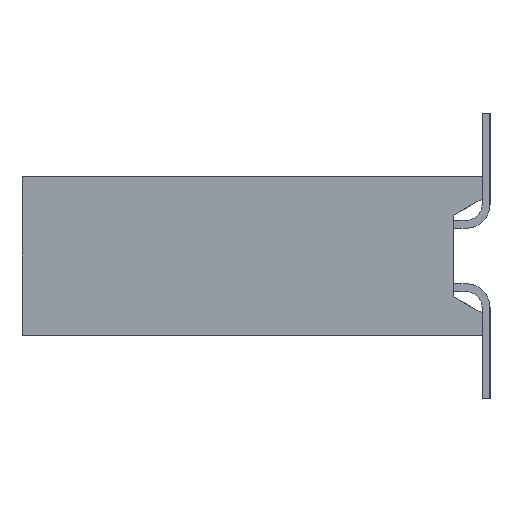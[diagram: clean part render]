
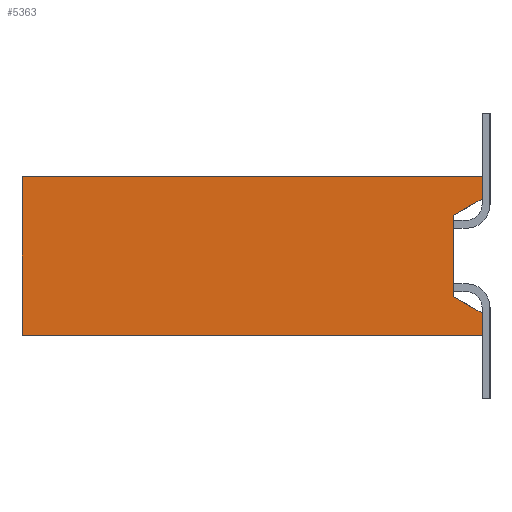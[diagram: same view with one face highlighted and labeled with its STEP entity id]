
A CAD part, left-side view. The second image highlights one B-rep face of the part: STEP entity #5363.
In plain terms, the highlighted planar face has unit normal (-1, 0, 0).
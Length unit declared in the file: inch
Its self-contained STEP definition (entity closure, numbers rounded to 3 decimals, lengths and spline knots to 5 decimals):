
#4 = LINE ( 'NONE', #9783, #10566 ) ;
#8 = CARTESIAN_POINT ( 'NONE',  ( -0.4, 0., -0.05 ) ) ;
#151 = ORIENTED_EDGE ( 'NONE', *, *, #8565, .T. ) ;
#620 = LINE ( 'NONE', #7762, #3431 ) ;
#1228 = EDGE_CURVE ( 'NONE', #6033, #8123, #4045, .T. ) ;
#1952 = CARTESIAN_POINT ( 'NONE',  ( -0.4, 0.29, -0.05 ) ) ;
#2048 = VECTOR ( 'NONE', #7591, 39.37008 ) ;
#2125 = PLANE ( 'NONE',  #8525 ) ;
#2157 = CARTESIAN_POINT ( 'NONE',  ( -0.4, 0., -0.036 ) ) ;
#2189 = DIRECTION ( 'NONE',  ( 0., 0., 1. ) ) ;
#2195 = EDGE_LOOP ( 'NONE', ( #6529, #5353, #4183, #7014, #13182, #9536, #151, #8919 ) ) ;
#2314 = CARTESIAN_POINT ( 'NONE',  ( -0.4, 0.29, -0.05 ) ) ;
#2326 = DIRECTION ( 'NONE',  ( 1., 0., 0. ) ) ;
#2340 = DIRECTION ( 'NONE',  ( 0., 0., -1. ) ) ;
#3027 = CARTESIAN_POINT ( 'NONE',  ( -0.4, 0.018, -0.02561 ) ) ;
#3431 = VECTOR ( 'NONE', #2189, 39.37008 ) ;
#3550 = CARTESIAN_POINT ( 'NONE',  ( -0.4, 0.018, 0.02561 ) ) ;
#3970 = VECTOR ( 'NONE', #7374, 39.37008 ) ;
#4045 = LINE ( 'NONE', #8, #3970 ) ;
#4072 = VERTEX_POINT ( 'NONE', #9746 ) ;
#4183 = ORIENTED_EDGE ( 'NONE', *, *, #1228, .T. ) ;
#4355 = VERTEX_POINT ( 'NONE', #11630 ) ;
#4638 = VERTEX_POINT ( 'NONE', #3550 ) ;
#4845 = VECTOR ( 'NONE', #7404, 39.37008 ) ;
#5353 = ORIENTED_EDGE ( 'NONE', *, *, #11220, .T. ) ;
#5363 = ADVANCED_FACE ( 'NONE', ( #7051 ), #2125, .F. ) ;
#5779 = LINE ( 'NONE', #9128, #7090 ) ;
#6033 = VERTEX_POINT ( 'NONE', #12379 ) ;
#6529 = ORIENTED_EDGE ( 'NONE', *, *, #11257, .T. ) ;
#6627 = VECTOR ( 'NONE', #11846, 39.37008 ) ;
#7014 = ORIENTED_EDGE ( 'NONE', *, *, #11434, .F. ) ;
#7051 = FACE_OUTER_BOUND ( 'NONE', #2195, .T. ) ;
#7090 = VECTOR ( 'NONE', #9130, 39.37008 ) ;
#7184 = CARTESIAN_POINT ( 'NONE',  ( -0.4, 0., 0.05 ) ) ;
#7296 = VERTEX_POINT ( 'NONE', #2157 ) ;
#7374 = DIRECTION ( 'NONE',  ( 0., 0., 1. ) ) ;
#7386 = CARTESIAN_POINT ( 'NONE',  ( -0.4, 0., 0.036 ) ) ;
#7404 = DIRECTION ( 'NONE',  ( 0., -0.866, 0.5 ) ) ;
#7545 = CARTESIAN_POINT ( 'NONE',  ( -0.4, 0.018, 0.02561 ) ) ;
#7591 = DIRECTION ( 'NONE',  ( 0., 0., 1. ) ) ;
#7645 = LINE ( 'NONE', #7386, #4845 ) ;
#7762 = CARTESIAN_POINT ( 'NONE',  ( -0.4, 0.29, -0.05 ) ) ;
#8025 = CARTESIAN_POINT ( 'NONE',  ( -0.4, 0.29, 0.05 ) ) ;
#8051 = DIRECTION ( 'NONE',  ( 0., -1., 0. ) ) ;
#8123 = VERTEX_POINT ( 'NONE', #7184 ) ;
#8478 = EDGE_CURVE ( 'NONE', #7296, #10476, #5779, .T. ) ;
#8525 = AXIS2_PLACEMENT_3D ( 'NONE', #2314, #2326, #2340 ) ;
#8565 = EDGE_CURVE ( 'NONE', #4355, #7296, #4, .T. ) ;
#8919 = ORIENTED_EDGE ( 'NONE', *, *, #8478, .T. ) ;
#9128 = CARTESIAN_POINT ( 'NONE',  ( -0.4, 0., -0.036 ) ) ;
#9130 = DIRECTION ( 'NONE',  ( 0., 0.866, 0.5 ) ) ;
#9536 = ORIENTED_EDGE ( 'NONE', *, *, #11896, .T. ) ;
#9746 = CARTESIAN_POINT ( 'NONE',  ( -0.4, 0.29, 0.05 ) ) ;
#9783 = CARTESIAN_POINT ( 'NONE',  ( -0.4, 0., -0.05 ) ) ;
#9947 = DIRECTION ( 'NONE',  ( 0., 0., 1. ) ) ;
#10464 = LINE ( 'NONE', #7545, #2048 ) ;
#10476 = VERTEX_POINT ( 'NONE', #3027 ) ;
#10566 = VECTOR ( 'NONE', #9947, 39.37008 ) ;
#11029 = VECTOR ( 'NONE', #8051, 39.37008 ) ;
#11220 = EDGE_CURVE ( 'NONE', #4638, #6033, #7645, .T. ) ;
#11257 = EDGE_CURVE ( 'NONE', #10476, #4638, #10464, .T. ) ;
#11360 = LINE ( 'NONE', #8025, #11029 ) ;
#11434 = EDGE_CURVE ( 'NONE', #4072, #8123, #11360, .T. ) ;
#11440 = CARTESIAN_POINT ( 'NONE',  ( -0.4, 0.29, -0.05 ) ) ;
#11630 = CARTESIAN_POINT ( 'NONE',  ( -0.4, 0., -0.05 ) ) ;
#11846 = DIRECTION ( 'NONE',  ( 0., -1., 0. ) ) ;
#11896 = EDGE_CURVE ( 'NONE', #13422, #4355, #12306, .T. ) ;
#12306 = LINE ( 'NONE', #11440, #6627 ) ;
#12379 = CARTESIAN_POINT ( 'NONE',  ( -0.4, 0., 0.036 ) ) ;
#12517 = EDGE_CURVE ( 'NONE', #13422, #4072, #620, .T. ) ;
#13182 = ORIENTED_EDGE ( 'NONE', *, *, #12517, .F. ) ;
#13422 = VERTEX_POINT ( 'NONE', #1952 ) ;
